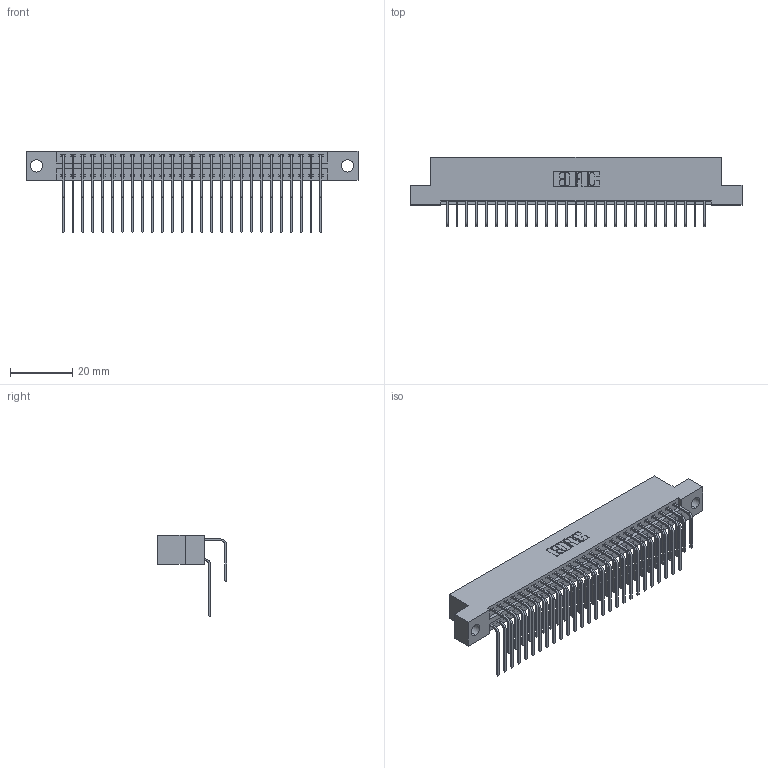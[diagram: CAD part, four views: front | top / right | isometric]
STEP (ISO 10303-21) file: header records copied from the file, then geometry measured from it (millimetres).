
FILE_DESCRIPTION (( 'STEP AP203' ), '1' );
FILE_NAME ('346-054-558-204.STEP', '2022-05-21T04:11:58', ( '' ), ( '' ), 'SwSTEP 2.0', 'SolidWorks 2020', '' );
FILE_SCHEMA (( 'CONFIG_CONTROL_DESIGN' ));
Length unit declared in the file: inch
Products named in the file (4): 346 Part_Flush Mounting Lugs - 0.156 Dia-TH; 346-054-558-204; 345-292-001_558 Tail - 2; 345-292-001_558 559 Tail - 1
Assembly tree (55 placements, depth 2):
  346-054-558-204
    346 Part_Flush Mounting Lugs - 0.156 Dia-TH
    345-292-001_558 559 Tail - 1  x27
    345-292-001_558 Tail - 2  x27
Bounding box: 106.3 x 22.16 x 26.16 mm (x, y, z)
Volume: 10454.5 mm3; surface area: 15477 mm2
Topology: 55 solids, 55 shells, 3052 faces, 9059 edges, 5966 vertices
Faces by surface type: plane 2088, cylinder 964
Entity records: 21843 total; most frequent: CARTESIAN_POINT 3677, ORIENTED_EDGE 3558, DIRECTION 3263, EDGE_CURVE 1779, LINE 1499, VECTOR 1499, VERTEX_POINT 1182, AXIS2_PLACEMENT_3D 882
